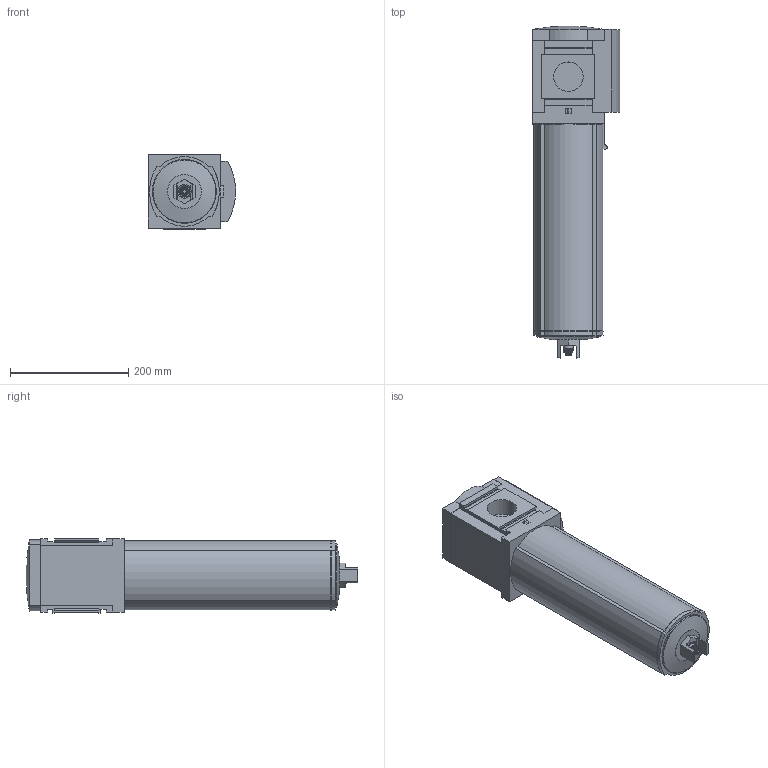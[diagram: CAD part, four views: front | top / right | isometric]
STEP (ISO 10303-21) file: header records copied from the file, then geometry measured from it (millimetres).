
FILE_DESCRIPTION(/* description */ ('STEP AP214'),/* implementation_level */ '2;1');
FILE_NAME(/* name */ '537153_MS12-LFM-G-BUV',/* time_stamp */ '2024-09-06T21:19:15+02:00',/* author */ ('License CC BY-ND 4.0'),/* organization */ ('CADENAS'),/* preprocessor_version */ 'ST-DEVELOPER v19.3',/* originating_system */ 'PARTsolutions',/* authorisation */ ' ');
FILE_SCHEMA (('AUTOMOTIVE_DESIGN {1 0 10303 214 3 1 1}'));
Length unit declared in the file: millimetre
Products named in the file (3): 537153 MS12-LFM-G-BUV; 535042 MS12-LFM-G-B-U-Vt; KOND MS6-1-3
Assembly tree (2 placements, depth 2):
  537153 MS12-LFM-G-BUV
    535042 MS12-LFM-G-B-U-Vt
    KOND MS6-1-3
Bounding box: 147.71 x 562 x 126 mm (x, y, z)
Volume: 6566362.7 mm3; surface area: 280728.6 mm2
Topology: 2 solids, 2 shells, 242 faces, 621 edges, 400 vertices
Faces by surface type: plane 153, cylinder 56, torus 22, cone 10, sphere 1
Full cylindrical faces by diameter (mm): 6 x1, 11 x1, 11.4 x1, 11.6 x1, 11.8 x1, 15.8 x1, 50 x2, 57.7 x1, 108 x1
Entity records: 8862 total; most frequent: CARTESIAN_POINT 1311, DIRECTION 1197, ORIENTED_EDGE 1166, EDGE_CURVE 583, LINE 403, VECTOR 403, AXIS2_PLACEMENT_3D 397, VERTEX_POINT 395
